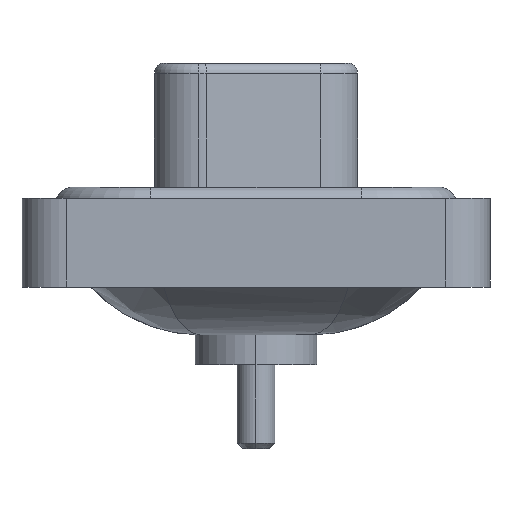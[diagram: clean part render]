
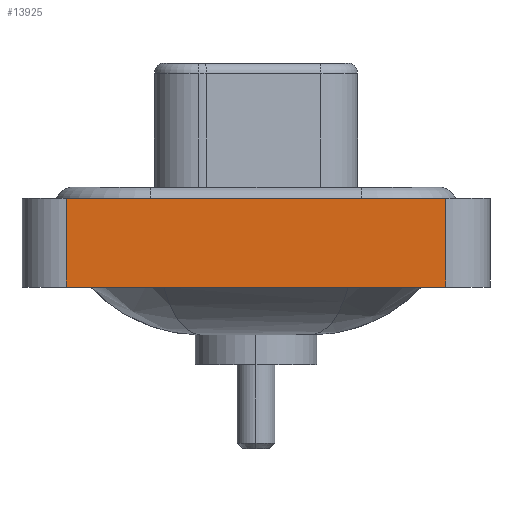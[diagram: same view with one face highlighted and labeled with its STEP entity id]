
A CAD part, left-side view. The second image highlights one B-rep face of the part: STEP entity #13925.
In plain terms, the highlighted planar face has unit normal (-1, 0, 0).
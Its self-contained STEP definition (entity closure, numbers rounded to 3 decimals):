
#137 = LINE ( 'NONE', #9343, #8638 ) ;
#354 = CARTESIAN_POINT ( 'NONE',  ( -7.25, 8.55, -3.6 ) ) ;
#852 = CARTESIAN_POINT ( 'NONE',  ( -7.25, -8.55, -3.6 ) ) ;
#1001 = LINE ( 'NONE', #852, #12304 ) ;
#1069 = VERTEX_POINT ( 'NONE', #6642 ) ;
#1146 = CARTESIAN_POINT ( 'NONE',  ( -7.25, 8.55, 0.4 ) ) ;
#1151 = EDGE_LOOP ( 'NONE', ( #2958, #5579, #8121, #15085 ) ) ;
#1863 = EDGE_CURVE ( 'NONE', #1069, #7288, #1001, .T. ) ;
#1943 = VECTOR ( 'NONE', #2483, 1000. ) ;
#1967 = CARTESIAN_POINT ( 'NONE',  ( -7.25, -8.55, 0.4 ) ) ;
#2373 = DIRECTION ( 'NONE',  ( 0., 0., 1. ) ) ;
#2483 = DIRECTION ( 'NONE',  ( 0., -1., 0. ) ) ;
#2958 = ORIENTED_EDGE ( 'NONE', *, *, #3341, .T. ) ;
#3341 = EDGE_CURVE ( 'NONE', #7288, #9007, #137, .T. ) ;
#4930 = LINE ( 'NONE', #354, #9356 ) ;
#5579 = ORIENTED_EDGE ( 'NONE', *, *, #14140, .F. ) ;
#5905 = AXIS2_PLACEMENT_3D ( 'NONE', #10156, #9441, #12977 ) ;
#6136 = EDGE_CURVE ( 'NONE', #1069, #11740, #4930, .T. ) ;
#6642 = CARTESIAN_POINT ( 'NONE',  ( -7.25, 8.55, -3.6 ) ) ;
#7288 = VERTEX_POINT ( 'NONE', #12525 ) ;
#8121 = ORIENTED_EDGE ( 'NONE', *, *, #6136, .F. ) ;
#8638 = VECTOR ( 'NONE', #13047, 1000. ) ;
#8916 = PLANE ( 'NONE',  #5905 ) ;
#9007 = VERTEX_POINT ( 'NONE', #1967 ) ;
#9063 = FACE_OUTER_BOUND ( 'NONE', #1151, .T. ) ;
#9343 = CARTESIAN_POINT ( 'NONE',  ( -7.25, -8.55, -3.6 ) ) ;
#9356 = VECTOR ( 'NONE', #2373, 1000. ) ;
#9441 = DIRECTION ( 'NONE',  ( -1., 0., 0. ) ) ;
#10156 = CARTESIAN_POINT ( 'NONE',  ( -7.25, -8.55, -3.6 ) ) ;
#11740 = VERTEX_POINT ( 'NONE', #1146 ) ;
#12304 = VECTOR ( 'NONE', #14998, 1000. ) ;
#12525 = CARTESIAN_POINT ( 'NONE',  ( -7.25, -8.55, -3.6 ) ) ;
#12977 = DIRECTION ( 'NONE',  ( 0., 0., 1. ) ) ;
#13047 = DIRECTION ( 'NONE',  ( 0., 0., 1. ) ) ;
#13062 = LINE ( 'NONE', #14445, #1943 ) ;
#13925 = ADVANCED_FACE ( 'NONE', ( #9063 ), #8916, .T. ) ;
#14140 = EDGE_CURVE ( 'NONE', #11740, #9007, #13062, .T. ) ;
#14445 = CARTESIAN_POINT ( 'NONE',  ( -7.25, -8.55, 0.4 ) ) ;
#14998 = DIRECTION ( 'NONE',  ( 0., -1., 0. ) ) ;
#15085 = ORIENTED_EDGE ( 'NONE', *, *, #1863, .T. ) ;
